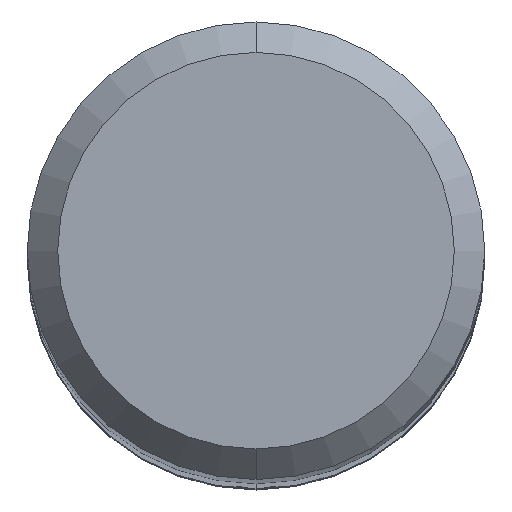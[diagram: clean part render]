
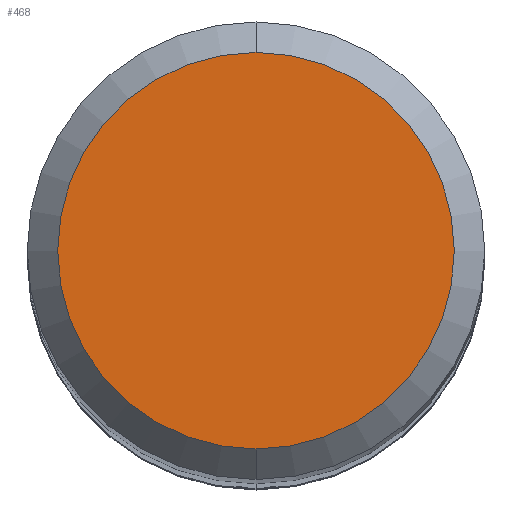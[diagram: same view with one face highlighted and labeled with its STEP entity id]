
A CAD part, top view. The second image highlights one B-rep face of the part: STEP entity #468.
In plain terms, the highlighted planar face has unit normal (0, 0, 1).
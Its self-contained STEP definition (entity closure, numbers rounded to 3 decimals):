
#232=VERTEX_POINT('',#565);
#272=VERTEX_POINT('',#609);
#408=EDGE_CURVE('',#272,#232,#761,.T.);
#434=EDGE_CURVE('',#232,#272,#787,.T.);
#468=ADVANCED_FACE('',(#827),#828,.T.);
#565=CARTESIAN_POINT('',(0.0,2.6,0.));
#609=CARTESIAN_POINT('',(0.,-2.6,0.));
#761=CIRCLE('',#1311,2.6);
#787=CIRCLE('',#1369,2.6);
#827=FACE_OUTER_BOUND('',#1454,.T.);
#828=PLANE('',#1455);
#1311=AXIS2_PLACEMENT_3D('',#1826,#1827,#1828);
#1369=AXIS2_PLACEMENT_3D('',#1842,#1843,#1844);
#1454=EDGE_LOOP('',(#1882,#1883));
#1455=AXIS2_PLACEMENT_3D('',#1884,#1885,#1886);
#1826=CARTESIAN_POINT('',(0.0,0.0,0.));
#1827=DIRECTION('',(0.0,0.0,-1.0));
#1828=DIRECTION('',(0.0,1.0,0.0));
#1842=CARTESIAN_POINT('',(0.0,0.0,0.));
#1843=DIRECTION('',(0.0,0.0,-1.0));
#1844=DIRECTION('',(0.0,1.0,0.0));
#1882=ORIENTED_EDGE('',*,*,#434,.F.);
#1883=ORIENTED_EDGE('',*,*,#408,.F.);
#1884=CARTESIAN_POINT('',(0.0,1.3,0.));
#1885=DIRECTION('',(-0.0,0.0,1.0));
#1886=DIRECTION('',(0.0,-1.0,0.0));
